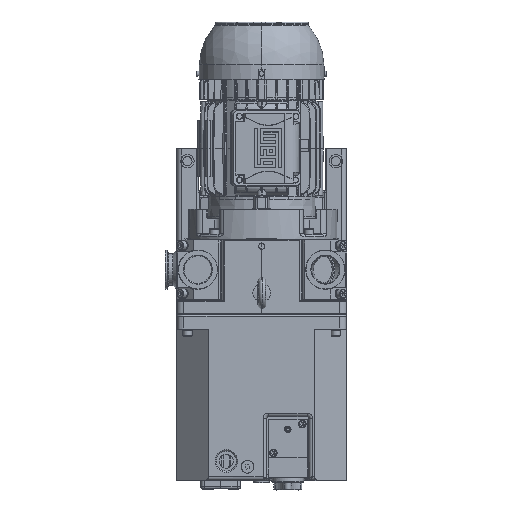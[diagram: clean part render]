
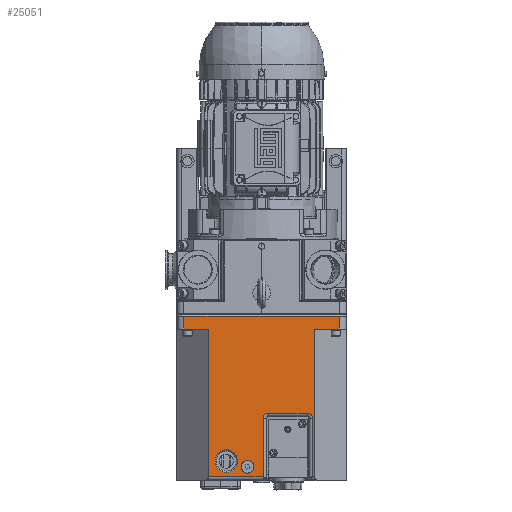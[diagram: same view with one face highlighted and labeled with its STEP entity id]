
A CAD part, top view. The second image highlights one B-rep face of the part: STEP entity #25051.
In plain terms, the highlighted planar face has unit normal (0, 0, 1).
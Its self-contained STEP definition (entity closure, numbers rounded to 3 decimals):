
#13235=LINE('',#146762,#19041);
#13237=LINE('',#146774,#19043);
#13238=LINE('',#146785,#19044);
#13240=LINE('',#146791,#19046);
#13267=LINE('',#146959,#19073);
#13282=LINE('',#147009,#19088);
#13355=LINE('',#147166,#19161);
#13356=LINE('',#147170,#19162);
#13360=LINE('',#147209,#19166);
#13361=LINE('',#147211,#19167);
#13364=LINE('',#147233,#19170);
#13397=LINE('',#147426,#19203);
#19041=VECTOR('',#98112,1.);
#19043=VECTOR('',#98116,1.);
#19044=VECTOR('',#98119,1.);
#19046=VECTOR('',#98125,1.);
#19073=VECTOR('',#98188,1.);
#19088=VECTOR('',#98237,1.);
#19161=VECTOR('',#98402,1.);
#19162=VECTOR('',#98407,1.);
#19166=VECTOR('',#98423,1.);
#19167=VECTOR('',#98426,1.);
#19170=VECTOR('',#98443,1.);
#19203=VECTOR('',#98544,1.);
#25051=ADVANCED_FACE('',(#29947,#29948,#29949),#28565,.T.);
#28565=PLANE('',#83570);
#29947=FACE_BOUND('',#34355,.T.);
#29948=FACE_BOUND('',#34356,.T.);
#29949=FACE_BOUND('',#34357,.T.);
#34355=EDGE_LOOP('',(#51225));
#34356=EDGE_LOOP('',(#51226));
#34357=EDGE_LOOP('',(#51227,#51228,#51229,#51230,#51231,#51232,#51233,#51234,
#51235,#51236,#51237,#51238,#51239,#51240));
#51225=ORIENTED_EDGE('',*,*,#73224,.T.);
#51226=ORIENTED_EDGE('',*,*,#73226,.T.);
#51227=ORIENTED_EDGE('',*,*,#73199,.F.);
#51228=ORIENTED_EDGE('',*,*,#73016,.F.);
#51229=ORIENTED_EDGE('',*,*,#73131,.F.);
#51230=ORIENTED_EDGE('',*,*,#72977,.F.);
#51231=ORIENTED_EDGE('',*,*,#72974,.F.);
#51232=ORIENTED_EDGE('',*,*,#73142,.F.);
#51233=ORIENTED_EDGE('',*,*,#73154,.F.);
#51234=ORIENTED_EDGE('',*,*,#73151,.F.);
#51235=ORIENTED_EDGE('',*,*,#73148,.F.);
#51236=ORIENTED_EDGE('',*,*,#73143,.F.);
#51237=ORIENTED_EDGE('',*,*,#72972,.F.);
#51238=ORIENTED_EDGE('',*,*,#72969,.T.);
#51239=ORIENTED_EDGE('',*,*,#73133,.F.);
#51240=ORIENTED_EDGE('',*,*,#73040,.F.);
#63221=VERTEX_POINT('',#146755);
#63224=VERTEX_POINT('',#146761);
#63226=VERTEX_POINT('',#146772);
#63227=VERTEX_POINT('',#146783);
#63229=VERTEX_POINT('',#146786);
#63231=VERTEX_POINT('',#146792);
#63257=VERTEX_POINT('',#146954);
#63259=VERTEX_POINT('',#146958);
#63276=VERTEX_POINT('',#147007);
#63278=VERTEX_POINT('',#147010);
#63322=VERTEX_POINT('',#147208);
#63323=VERTEX_POINT('',#147212);
#63326=VERTEX_POINT('',#147228);
#63328=VERTEX_POINT('',#147234);
#63367=VERTEX_POINT('',#147483);
#63369=VERTEX_POINT('',#147489);
#72969=EDGE_CURVE('',#63221,#63224,#13235,.T.);
#72972=EDGE_CURVE('',#63221,#63226,#13237,.T.);
#72974=EDGE_CURVE('',#63227,#63229,#13238,.T.);
#72977=EDGE_CURVE('',#63229,#63231,#13240,.T.);
#73016=EDGE_CURVE('',#63259,#63257,#13267,.T.);
#73040=EDGE_CURVE('',#63276,#63278,#13282,.T.);
#73131=EDGE_CURVE('',#63231,#63259,#13355,.T.);
#73133=EDGE_CURVE('',#63278,#63224,#13356,.T.);
#73142=EDGE_CURVE('',#63322,#63227,#13360,.T.);
#73143=EDGE_CURVE('',#63226,#63323,#13361,.T.);
#73148=EDGE_CURVE('',#63323,#63326,#78249,.T.);
#73151=EDGE_CURVE('',#63326,#63328,#13364,.T.);
#73154=EDGE_CURVE('',#63328,#63322,#78253,.T.);
#73199=EDGE_CURVE('',#63257,#63276,#13397,.T.);
#73224=EDGE_CURVE('',#63367,#63367,#78272,.T.);
#73226=EDGE_CURVE('',#63369,#63369,#78274,.T.);
#78249=CIRCLE('',#83504,7.5);
#78253=CIRCLE('',#83510,7.5);
#78272=CIRCLE('',#83565,16.);
#78274=CIRCLE('',#83569,9.);
#83504=AXIS2_PLACEMENT_3D('',#147227,#98435,#98436);
#83510=AXIS2_PLACEMENT_3D('',#147239,#98449,#98450);
#83565=AXIS2_PLACEMENT_3D('',#147482,#98608,#98609);
#83569=AXIS2_PLACEMENT_3D('',#147488,#98616,#98617);
#83570=AXIS2_PLACEMENT_3D('',#147490,#98618,#98619);
#98112=DIRECTION('',(0.,1.,0.));
#98116=DIRECTION('',(-1.,0.,0.));
#98119=DIRECTION('',(-1.,0.,0.));
#98125=DIRECTION('',(0.,1.,0.));
#98188=DIRECTION('',(0.,1.,0.));
#98237=DIRECTION('',(0.,-1.,0.));
#98402=DIRECTION('',(-1.,0.,0.));
#98407=DIRECTION('',(-1.,0.,0.));
#98423=DIRECTION('',(0.,-1.,0.));
#98426=DIRECTION('',(0.,1.,0.));
#98435=DIRECTION('',(0.,0.,1.));
#98436=DIRECTION('',(0.707,0.707,0.));
#98443=DIRECTION('',(-1.,0.,0.));
#98449=DIRECTION('',(0.,0.,1.));
#98450=DIRECTION('',(-0.707,0.707,0.));
#98544=DIRECTION('',(1.,0.,0.));
#98608=DIRECTION('',(0.,0.,-1.));
#98609=DIRECTION('',(-1.,0.,0.));
#98616=DIRECTION('',(0.,0.,-1.));
#98617=DIRECTION('',(-1.,0.,0.));
#98618=DIRECTION('',(0.,0.,1.));
#98619=DIRECTION('',(0.,1.,0.));
#146755=CARTESIAN_POINT('',(107.905,-267.859,151.601));
#146761=CARTESIAN_POINT('',(107.905,-58.859,151.601));
#146762=CARTESIAN_POINT('',(107.905,-267.859,151.601));
#146772=CARTESIAN_POINT('',(104.905,-267.859,151.601));
#146774=CARTESIAN_POINT('',(107.905,-267.859,151.601));
#146783=CARTESIAN_POINT('',(34.905,-267.859,151.601));
#146785=CARTESIAN_POINT('',(34.905,-267.859,151.601));
#146786=CARTESIAN_POINT('',(-42.095,-267.859,151.601));
#146791=CARTESIAN_POINT('',(-42.095,-267.859,151.601));
#146792=CARTESIAN_POINT('',(-42.095,-58.859,151.601));
#146954=CARTESIAN_POINT('',(-77.095,-40.868,151.601));
#146958=CARTESIAN_POINT('',(-77.095,-58.859,151.601));
#146959=CARTESIAN_POINT('',(-77.095,-58.859,151.601));
#147007=CARTESIAN_POINT('',(142.905,-40.868,151.601));
#147009=CARTESIAN_POINT('',(142.905,-40.868,151.601));
#147010=CARTESIAN_POINT('',(142.905,-58.859,151.601));
#147166=CARTESIAN_POINT('',(-42.095,-58.859,151.601));
#147170=CARTESIAN_POINT('',(142.905,-58.859,151.601));
#147208=CARTESIAN_POINT('',(34.905,-185.359,151.601));
#147209=CARTESIAN_POINT('',(34.905,-185.359,151.601));
#147211=CARTESIAN_POINT('',(104.905,-267.859,151.601));
#147212=CARTESIAN_POINT('',(104.905,-185.359,151.601));
#147227=CARTESIAN_POINT('',(97.405,-185.359,151.601));
#147228=CARTESIAN_POINT('',(97.405,-177.859,151.601));
#147233=CARTESIAN_POINT('',(97.405,-177.859,151.601));
#147234=CARTESIAN_POINT('',(42.405,-177.859,151.601));
#147239=CARTESIAN_POINT('',(42.405,-185.359,151.601));
#147426=CARTESIAN_POINT('',(-77.095,-40.868,151.601));
#147482=CARTESIAN_POINT('',(-17.095,-245.859,151.601));
#147483=CARTESIAN_POINT('',(-33.095,-245.859,151.601));
#147488=CARTESIAN_POINT('',(12.905,-253.859,151.601));
#147489=CARTESIAN_POINT('',(3.905,-253.859,151.601));
#147490=CARTESIAN_POINT('',(-87.095,-38.859,151.601));
